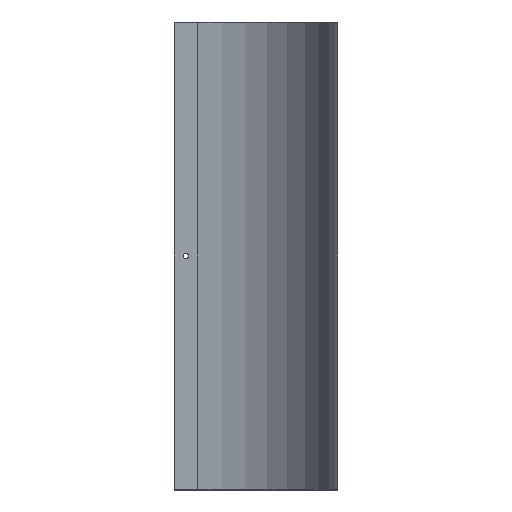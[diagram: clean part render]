
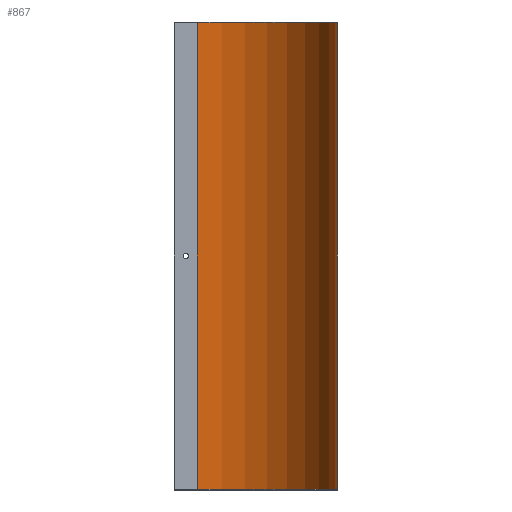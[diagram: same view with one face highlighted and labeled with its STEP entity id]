
A CAD part, left-side view. The second image highlights one B-rep face of the part: STEP entity #867.
In plain terms, the highlighted cylindrical face has radius 179.2 mm (diameter 358.4 mm), a partial arc.
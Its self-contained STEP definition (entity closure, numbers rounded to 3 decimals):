
#87 = AXIS2_PLACEMENT_3D ( 'NONE', #164, #162, #1814 ) ;
#156 = EDGE_CURVE ( 'NONE', #639, #613, #727, .T. ) ;
#157 = EDGE_CURVE ( 'NONE', #641, #570, #726, .T. ) ;
#158 = EDGE_CURVE ( 'NONE', #613, #570, #723, .T. ) ;
#162 = DIRECTION ( 'NONE',  ( 0., 0., 1. ) ) ;
#164 = CARTESIAN_POINT ( 'NONE',  ( 30., 100., -599.2 ) ) ;
#166 = CARTESIAN_POINT ( 'NONE',  ( 209.2, 100., -598.4 ) ) ;
#180 = CARTESIAN_POINT ( 'NONE',  ( 30., -79.2, 0. ) ) ;
#185 = CARTESIAN_POINT ( 'NONE',  ( 30., -79.2, -598.4 ) ) ;
#570 = VERTEX_POINT ( 'NONE', #1040 ) ;
#613 = VERTEX_POINT ( 'NONE', #166 ) ;
#639 = VERTEX_POINT ( 'NONE', #185 ) ;
#641 = VERTEX_POINT ( 'NONE', #180 ) ;
#723 = LINE ( 'NONE', #904, #729 ) ;
#726 = CIRCLE ( 'NONE', #968, 179.2 ) ;
#727 = CIRCLE ( 'NONE', #969, 179.2 ) ;
#729 = VECTOR ( 'NONE', #899, 1000. ) ;
#766 = FACE_OUTER_BOUND ( 'NONE', #1204, .T. ) ;
#770 = CYLINDRICAL_SURFACE ( 'NONE', #87, 179.2 ) ;
#867 = ADVANCED_FACE ( 'NONE', ( #766 ), #770, .F. ) ;
#899 = DIRECTION ( 'NONE',  ( 0., 0., 1. ) ) ;
#901 = DIRECTION ( 'NONE',  ( 1., 0., 0. ) ) ;
#902 = DIRECTION ( 'NONE',  ( 0., 0., 1. ) ) ;
#903 = CARTESIAN_POINT ( 'NONE',  ( 30., 100., 0. ) ) ;
#904 = CARTESIAN_POINT ( 'NONE',  ( 209.2, 100., -599.2 ) ) ;
#906 = DIRECTION ( 'NONE',  ( -1., 0., 0. ) ) ;
#907 = DIRECTION ( 'NONE',  ( 0., 0., 1. ) ) ;
#908 = CARTESIAN_POINT ( 'NONE',  ( 30., 100., -598.4 ) ) ;
#968 = AXIS2_PLACEMENT_3D ( 'NONE', #903, #902, #901 ) ;
#969 = AXIS2_PLACEMENT_3D ( 'NONE', #908, #907, #906 ) ;
#1040 = CARTESIAN_POINT ( 'NONE',  ( 209.2, 100., 0. ) ) ;
#1153 = CARTESIAN_POINT ( 'NONE',  ( 30., -79.2, -599.2 ) ) ;
#1154 = DIRECTION ( 'NONE',  ( 0., 0., 1. ) ) ;
#1204 = EDGE_LOOP ( 'NONE', ( #1686, #1687, #1692, #1688 ) ) ;
#1400 = LINE ( 'NONE', #1153, #1403 ) ;
#1403 = VECTOR ( 'NONE', #1154, 1000. ) ;
#1453 = EDGE_CURVE ( 'NONE', #639, #641, #1400, .T. ) ;
#1686 = ORIENTED_EDGE ( 'NONE', *, *, #156, .F. ) ;
#1687 = ORIENTED_EDGE ( 'NONE', *, *, #1453, .T. ) ;
#1688 = ORIENTED_EDGE ( 'NONE', *, *, #158, .F. ) ;
#1692 = ORIENTED_EDGE ( 'NONE', *, *, #157, .T. ) ;
#1814 = DIRECTION ( 'NONE',  ( 1., 0., 0. ) ) ;
